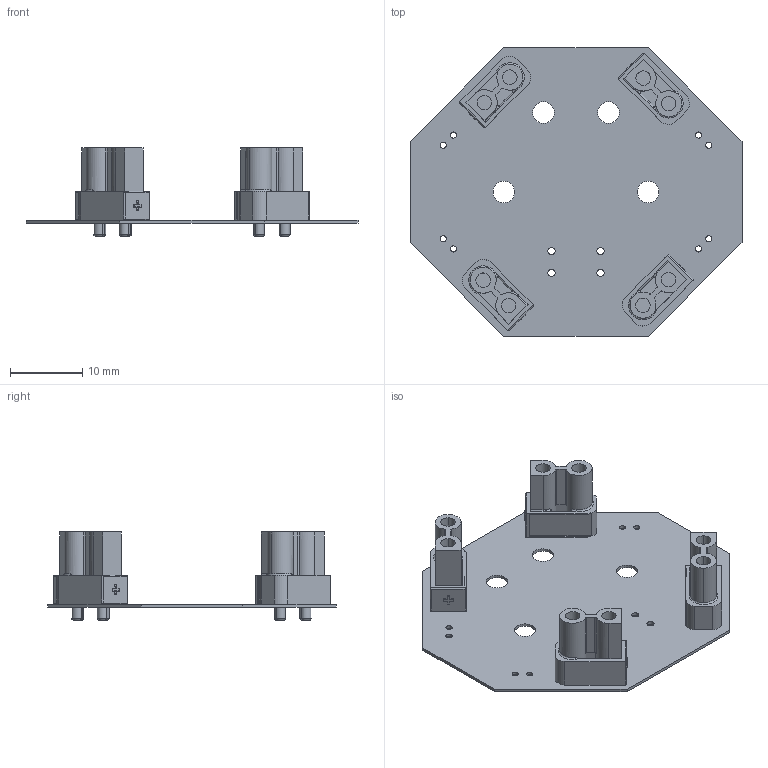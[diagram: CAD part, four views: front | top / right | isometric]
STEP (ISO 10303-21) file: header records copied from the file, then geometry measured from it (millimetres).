
FILE_DESCRIPTION(('Open CASCADE Model'),'2;1');
FILE_NAME('Open CASCADE Shape Model','2022-05-16T20:15:35',('Author'),( 'Open CASCADE'),'Open CASCADE STEP processor 6.8','Open CASCADE 6.8' ,'Unknown');
FILE_SCHEMA(('AUTOMOTIVE_DESIGN { 1 0 10303 214 1 1 1 1 }'));
Length unit declared in the file: millimetre
Products named in the file (15): PCB; Board; P16; P9; P15; P2; P4; P6; P7; P11; P12; P13; P14; Free-Models; XT30UPB
Assembly tree (17 placements, depth 3):
  PCB
    Board
    P16
    P9
    P15
    P2
    P4
    P6
    P7
    P11
    P12
    P13
    P14
    Free-Models
      XT30UPB  x4
Bounding box: 46 x 40 x 12.2 mm (x, y, z)
Volume: 1599.2 mm3; surface area: 5086.4 mm2
Topology: 5 solids, 5 shells, 466 faces, 1164 edges, 724 vertices
Faces by surface type: cylinder 240, plane 174, torus 40, bspline 8, sphere 4
Full cylindrical faces by diameter (mm): 0.85 x8, 1 x4, 2 x8, 3 x4
Entity records: 4947 total; most frequent: CARTESIAN_POINT 954, DIRECTION 792, ORIENTED_EDGE 724, EDGE_CURVE 362, AXIS2_PLACEMENT_3D 299, VERTEX_POINT 229, FACE_BOUND 199, EDGE_LOOP 199
